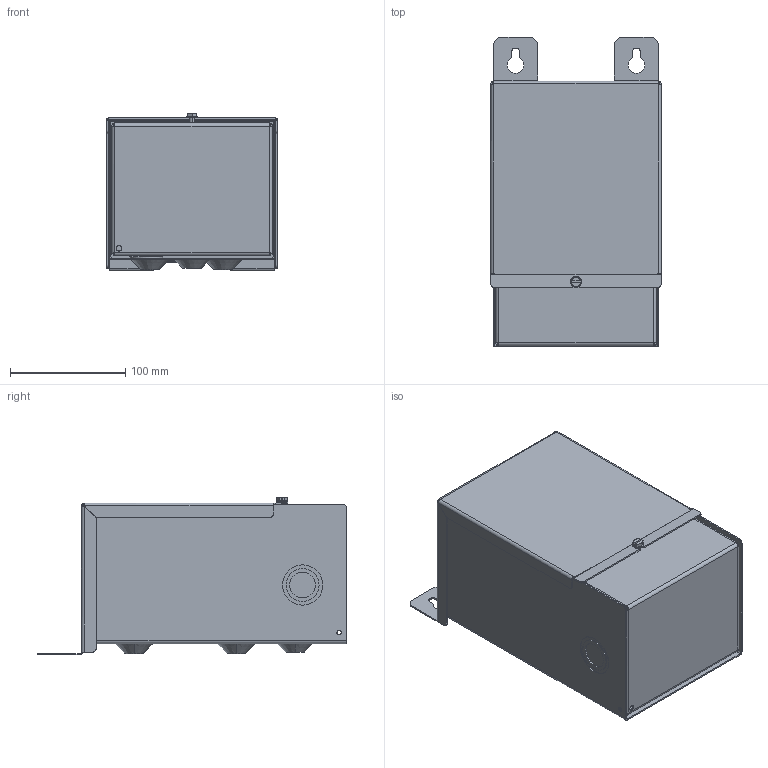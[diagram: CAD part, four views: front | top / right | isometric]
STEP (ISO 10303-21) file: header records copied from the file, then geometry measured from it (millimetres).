
FILE_DESCRIPTION (( 'STEP AP203' ), '1' );
FILE_NAME ('C1F1C0LES.step', '2020-03-24T14:41:17', ( '' ), ( '' ), 'SwSTEP 2.0', 'SolidWorks 2019', '' );
FILE_SCHEMA (( 'CONFIG_CONTROL_DESIGN' ));
Length unit declared in the file: inch
Products named in the file (1): C1F1C0LES
Bounding box: 147.73 x 267.91 x 136.94 mm (x, y, z)
Volume: 210369.6 mm3; surface area: 345399.7 mm2
Topology: 6 solids, 6 shells, 293 faces, 682 edges, 422 vertices
Faces by surface type: plane 150, cylinder 109, cone 20, bspline 14
Entity records: 9339 total; most frequent: CARTESIAN_POINT 2492, DIRECTION 1432, ORIENTED_EDGE 1364, EDGE_CURVE 682, AXIS2_PLACEMENT_3D 514, VERTEX_POINT 422, LINE 404, VECTOR 404
